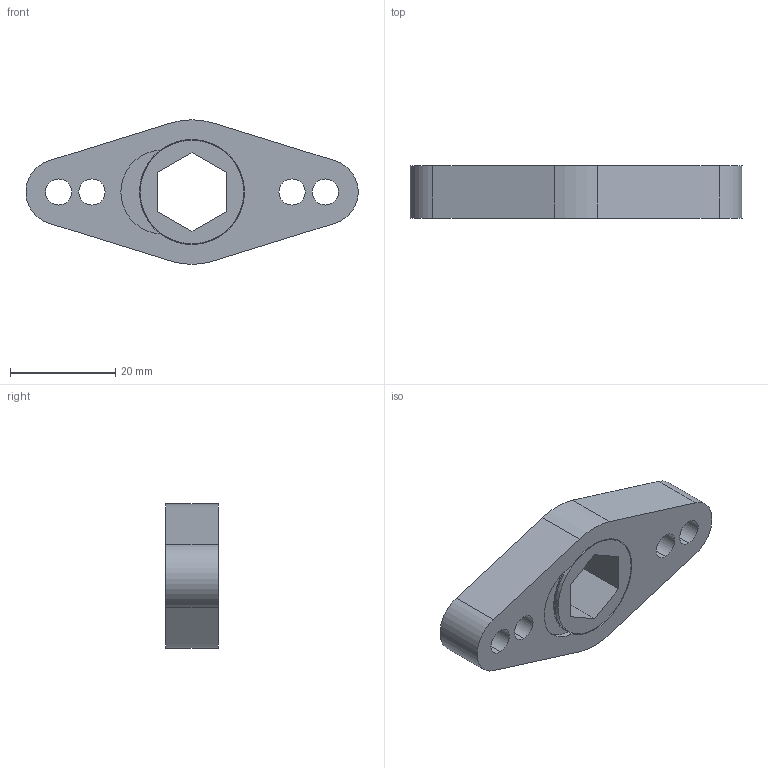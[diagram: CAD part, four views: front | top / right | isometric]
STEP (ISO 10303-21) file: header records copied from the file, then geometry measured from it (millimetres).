
FILE_DESCRIPTION (( 'STEP AP214' ), '1' );
FILE_NAME ('WCP-0585 Rev1 - Ratchet Plate.STEP', '2023-10-06T19:53:14', ( '' ), ( '' ), 'SwSTEP 2.0', 'SolidWorks 2022', '' );
FILE_SCHEMA (( 'AUTOMOTIVE_DESIGN' ));
Length unit declared in the file: inch
Products named in the file (1): WCP-0585 Rev1 - Ratchet Plate
Bounding box: 63.21 x 10 x 27.5 mm (x, y, z)
Volume: 9217.4 mm3; surface area: 5834.7 mm2
Topology: 2 solids, 2 shells, 55 faces, 133 edges, 88 vertices
Faces by surface type: cylinder 32, plane 21, cone 2
Entity records: 2429 total; most frequent: DIRECTION 313, CARTESIAN_POINT 277, ORIENTED_EDGE 266, EDGE_CURVE 133, AXIS2_PLACEMENT_3D 124, VERTEX_POINT 88, EDGE_LOOP 73, CIRCLE 68
